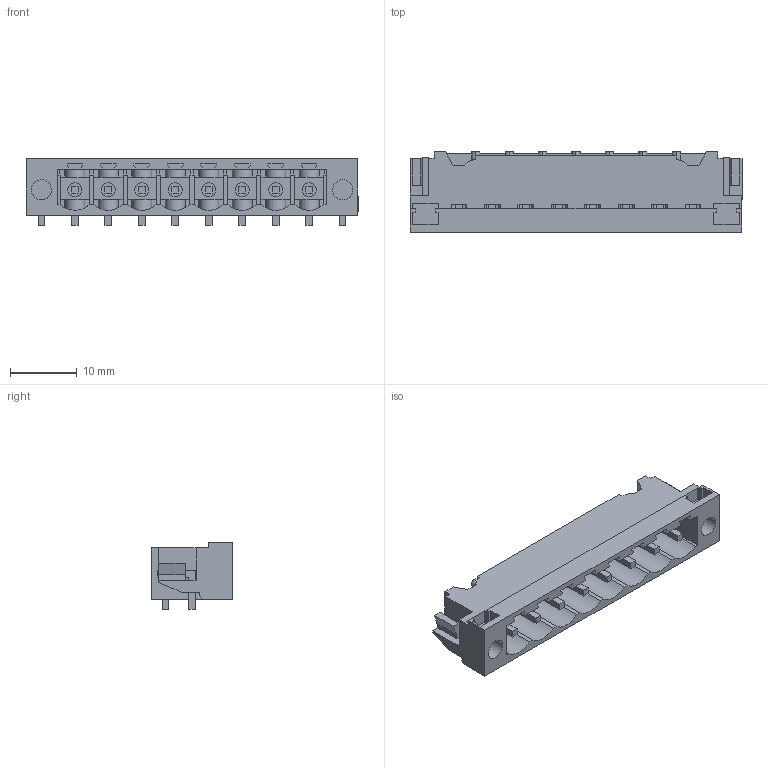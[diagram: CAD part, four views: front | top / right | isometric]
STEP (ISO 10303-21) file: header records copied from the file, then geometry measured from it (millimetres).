
FILE_DESCRIPTION(('CATIA V5 STEP Exchange','CAx-IF Rec.Pracs.--- Model Styling and Organization---1.2---2011-12-15'),'2;1');
FILE_NAME ('7601248_2_1797290000_1797290000.stp','2018-03-12T10:58:33+00:00',('none'),('Weidmueller'),'CATIA Version 5-6 Release 2014','CATIA V5 STEP AP214','none');
FILE_SCHEMA(('AUTOMOTIVE_DESIGN { 1 0 10303 214 1 1 1 1 }'));
Length unit declared in the file: millimetre
Products named in the file (1): 1797290000
Bounding box: 49.6 x 12 x 9.93 mm (x, y, z)
Volume: 1939.4 mm3; surface area: 4302 mm2
Topology: 11 solids, 11 shells, 591 faces, 1783 edges, 1199 vertices
Faces by surface type: plane 505, cylinder 86
Entity records: 19607 total; most frequent: CARTESIAN_POINT 3774, ORIENTED_EDGE 3566, DIRECTION 2555, EDGE_CURVE 1783, VECTOR 1561, LINE 1561, VERTEX_POINT 1199, EDGE_LOOP 612
